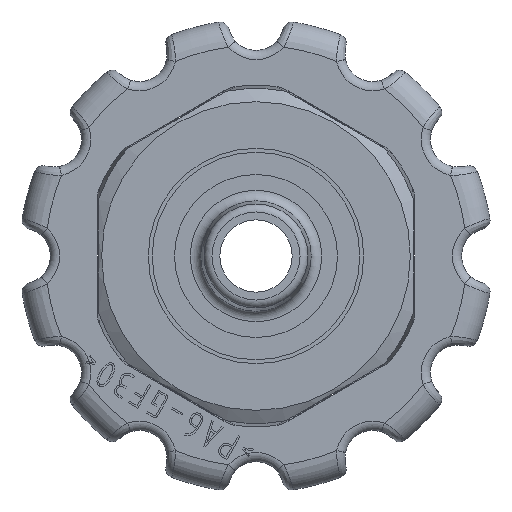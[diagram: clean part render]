
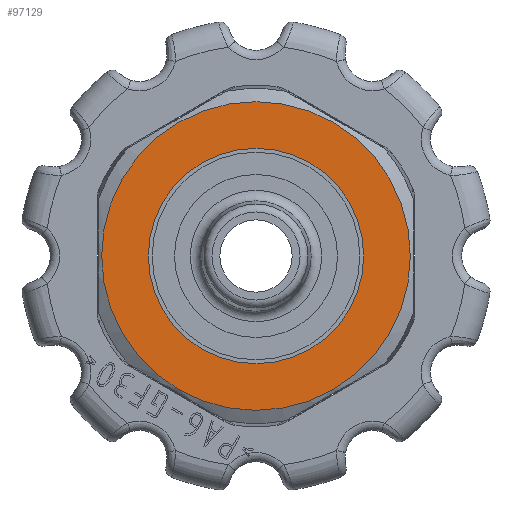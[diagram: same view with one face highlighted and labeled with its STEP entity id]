
A CAD part, front view. The second image highlights one B-rep face of the part: STEP entity #97129.
In plain terms, the highlighted planar face has unit normal (0, -1, 0).
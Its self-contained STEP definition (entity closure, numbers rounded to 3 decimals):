
#97129 = ADVANCED_FACE('',(#97130,#97171),#97145,.T.);
#97130 = FACE_BOUND('',#97131,.T.);
#97131 = EDGE_LOOP('',(#97132,#97156));
#97132 = ORIENTED_EDGE('',*,*,#97133,.T.);
#97133 = EDGE_CURVE('',#97134,#97136,#97138,.T.);
#97134 = VERTEX_POINT('',#97135);
#97135 = CARTESIAN_POINT('',(0.,-16.5,11.75));
#97136 = VERTEX_POINT('',#97137);
#97137 = CARTESIAN_POINT('',(-2.091,-16.5,-11.562));
#97138 = SURFACE_CURVE('',#97139,(#97144),.PCURVE_S1.);
#97139 = CIRCLE('',#97140,11.75);
#97140 = AXIS2_PLACEMENT_3D('',#97141,#97142,#97143);
#97141 = CARTESIAN_POINT('',(0.,-16.5,
    0.));
#97142 = DIRECTION('',(0.,-1.,0.));
#97143 = DIRECTION('',(0.,0.,1.));
#97144 = PCURVE('',#97145,#97150);
#97145 = PLANE('',#97146);
#97146 = AXIS2_PLACEMENT_3D('',#97147,#97148,#97149);
#97147 = CARTESIAN_POINT('',(0.,-16.5,8.2));
#97148 = DIRECTION('',(0.,-1.,0.));
#97149 = DIRECTION('',(0.,0.,1.));
#97150 = DEFINITIONAL_REPRESENTATION('',(#97151),#97155);
#97151 = CIRCLE('',#97152,11.75);
#97152 = AXIS2_PLACEMENT_2D('',#97153,#97154);
#97153 = CARTESIAN_POINT('',(-8.2,0.));
#97154 = DIRECTION('',(1.,0.));
#97155 = ( GEOMETRIC_REPRESENTATION_CONTEXT(2) 
PARAMETRIC_REPRESENTATION_CONTEXT() REPRESENTATION_CONTEXT('2D SPACE',''
  ) );
#97156 = ORIENTED_EDGE('',*,*,#97157,.T.);
#97157 = EDGE_CURVE('',#97136,#97134,#97158,.T.);
#97158 = SURFACE_CURVE('',#97159,(#97164),.PCURVE_S1.);
#97159 = CIRCLE('',#97160,11.75);
#97160 = AXIS2_PLACEMENT_3D('',#97161,#97162,#97163);
#97161 = CARTESIAN_POINT('',(0.,-16.5,
    0.));
#97162 = DIRECTION('',(0.,-1.,0.));
#97163 = DIRECTION('',(0.,0.,1.));
#97164 = PCURVE('',#97145,#97165);
#97165 = DEFINITIONAL_REPRESENTATION('',(#97166),#97170);
#97166 = CIRCLE('',#97167,11.75);
#97167 = AXIS2_PLACEMENT_2D('',#97168,#97169);
#97168 = CARTESIAN_POINT('',(-8.2,0.));
#97169 = DIRECTION('',(1.,0.));
#97170 = ( GEOMETRIC_REPRESENTATION_CONTEXT(2) 
PARAMETRIC_REPRESENTATION_CONTEXT() REPRESENTATION_CONTEXT('2D SPACE',''
  ) );
#97171 = FACE_BOUND('',#97172,.T.);
#97172 = EDGE_LOOP('',(#97173));
#97173 = ORIENTED_EDGE('',*,*,#97174,.F.);
#97174 = EDGE_CURVE('',#97175,#97175,#97177,.T.);
#97175 = VERTEX_POINT('',#97176);
#97176 = CARTESIAN_POINT('',(0.,-16.5,8.2));
#97177 = SURFACE_CURVE('',#97178,(#97183),.PCURVE_S1.);
#97178 = CIRCLE('',#97179,8.2);
#97179 = AXIS2_PLACEMENT_3D('',#97180,#97181,#97182);
#97180 = CARTESIAN_POINT('',(0.,-16.5,
    0.));
#97181 = DIRECTION('',(0.,-1.,0.));
#97182 = DIRECTION('',(0.,0.,1.));
#97183 = PCURVE('',#97145,#97184);
#97184 = DEFINITIONAL_REPRESENTATION('',(#97185),#97189);
#97185 = CIRCLE('',#97186,8.2);
#97186 = AXIS2_PLACEMENT_2D('',#97187,#97188);
#97187 = CARTESIAN_POINT('',(-8.2,0.));
#97188 = DIRECTION('',(1.,0.));
#97189 = ( GEOMETRIC_REPRESENTATION_CONTEXT(2) 
PARAMETRIC_REPRESENTATION_CONTEXT() REPRESENTATION_CONTEXT('2D SPACE',''
  ) );
